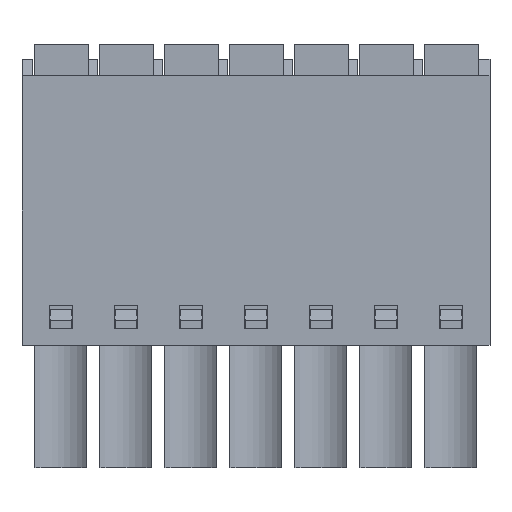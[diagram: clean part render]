
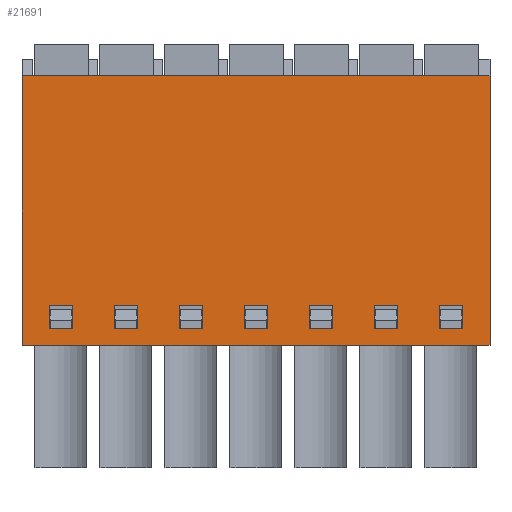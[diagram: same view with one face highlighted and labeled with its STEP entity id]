
A CAD part, front view. The second image highlights one B-rep face of the part: STEP entity #21691.
In plain terms, the highlighted planar face has unit normal (0, -1, 0).
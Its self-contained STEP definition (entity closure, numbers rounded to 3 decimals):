
#2315=ORIENTED_EDGE('',*,*,#7540,.F.);
#2316=ORIENTED_EDGE('',*,*,#8381,.F.);
#2317=ORIENTED_EDGE('',*,*,#8382,.F.);
#2318=ORIENTED_EDGE('',*,*,#8383,.F.);
#2319=ORIENTED_EDGE('',*,*,#7752,.F.);
#2320=ORIENTED_EDGE('',*,*,#8384,.F.);
#2321=ORIENTED_EDGE('',*,*,#8385,.F.);
#2322=ORIENTED_EDGE('',*,*,#8386,.F.);
#2323=ORIENTED_EDGE('',*,*,#7876,.F.);
#2324=ORIENTED_EDGE('',*,*,#8387,.F.);
#2325=ORIENTED_EDGE('',*,*,#8388,.F.);
#2326=ORIENTED_EDGE('',*,*,#8389,.F.);
#2327=ORIENTED_EDGE('',*,*,#8000,.F.);
#2328=ORIENTED_EDGE('',*,*,#8390,.F.);
#2329=ORIENTED_EDGE('',*,*,#8391,.F.);
#2330=ORIENTED_EDGE('',*,*,#8392,.F.);
#2331=ORIENTED_EDGE('',*,*,#8124,.F.);
#2332=ORIENTED_EDGE('',*,*,#8393,.F.);
#2333=ORIENTED_EDGE('',*,*,#8394,.F.);
#2334=ORIENTED_EDGE('',*,*,#8395,.F.);
#2335=ORIENTED_EDGE('',*,*,#8248,.F.);
#2336=ORIENTED_EDGE('',*,*,#8396,.F.);
#2337=ORIENTED_EDGE('',*,*,#8397,.F.);
#2338=ORIENTED_EDGE('',*,*,#8398,.F.);
#2339=ORIENTED_EDGE('',*,*,#8372,.F.);
#2340=ORIENTED_EDGE('',*,*,#8399,.F.);
#2341=ORIENTED_EDGE('',*,*,#8400,.F.);
#2342=ORIENTED_EDGE('',*,*,#8401,.F.);
#2343=ORIENTED_EDGE('',*,*,#8402,.T.);
#2344=ORIENTED_EDGE('',*,*,#7481,.F.);
#2345=ORIENTED_EDGE('',*,*,#8403,.F.);
#2346=ORIENTED_EDGE('',*,*,#7265,.T.);
#7265=EDGE_CURVE('',#10466,#10465,#12617,.T.);
#7481=EDGE_CURVE('',#10658,#10659,#12824,.T.);
#7540=EDGE_CURVE('',#10707,#10708,#12883,.T.);
#7752=EDGE_CURVE('',#10875,#10876,#13075,.T.);
#7876=EDGE_CURVE('',#10960,#10961,#13178,.T.);
#8000=EDGE_CURVE('',#11045,#11046,#13281,.T.);
#8124=EDGE_CURVE('',#11130,#11131,#13384,.T.);
#8248=EDGE_CURVE('',#11215,#11216,#13487,.T.);
#8372=EDGE_CURVE('',#11300,#11301,#13590,.T.);
#8381=EDGE_CURVE('',#11306,#10707,#13597,.T.);
#8382=EDGE_CURVE('',#11307,#11306,#13598,.T.);
#8383=EDGE_CURVE('',#10708,#11307,#13599,.T.);
#8384=EDGE_CURVE('',#11308,#10875,#13600,.T.);
#8385=EDGE_CURVE('',#11309,#11308,#13601,.T.);
#8386=EDGE_CURVE('',#10876,#11309,#13602,.T.);
#8387=EDGE_CURVE('',#11310,#10960,#13603,.T.);
#8388=EDGE_CURVE('',#11311,#11310,#13604,.T.);
#8389=EDGE_CURVE('',#10961,#11311,#13605,.T.);
#8390=EDGE_CURVE('',#11312,#11045,#13606,.T.);
#8391=EDGE_CURVE('',#11313,#11312,#13607,.T.);
#8392=EDGE_CURVE('',#11046,#11313,#13608,.T.);
#8393=EDGE_CURVE('',#11314,#11130,#13609,.T.);
#8394=EDGE_CURVE('',#11315,#11314,#13610,.T.);
#8395=EDGE_CURVE('',#11131,#11315,#13611,.T.);
#8396=EDGE_CURVE('',#11316,#11215,#13612,.T.);
#8397=EDGE_CURVE('',#11317,#11316,#13613,.T.);
#8398=EDGE_CURVE('',#11216,#11317,#13614,.T.);
#8399=EDGE_CURVE('',#11318,#11300,#13615,.T.);
#8400=EDGE_CURVE('',#11319,#11318,#13616,.T.);
#8401=EDGE_CURVE('',#11301,#11319,#13617,.T.);
#8402=EDGE_CURVE('',#10465,#10659,#13618,.T.);
#8403=EDGE_CURVE('',#10466,#10658,#13619,.T.);
#10465=VERTEX_POINT('',#30160);
#10466=VERTEX_POINT('',#30162);
#10658=VERTEX_POINT('',#30583);
#10659=VERTEX_POINT('',#30585);
#10707=VERTEX_POINT('',#30693);
#10708=VERTEX_POINT('',#30695);
#10875=VERTEX_POINT('',#31156);
#10876=VERTEX_POINT('',#31158);
#10960=VERTEX_POINT('',#31447);
#10961=VERTEX_POINT('',#31449);
#11045=VERTEX_POINT('',#31738);
#11046=VERTEX_POINT('',#31740);
#11130=VERTEX_POINT('',#32029);
#11131=VERTEX_POINT('',#32031);
#11215=VERTEX_POINT('',#32320);
#11216=VERTEX_POINT('',#32322);
#11300=VERTEX_POINT('',#32611);
#11301=VERTEX_POINT('',#32613);
#11306=VERTEX_POINT('',#32630);
#11307=VERTEX_POINT('',#32632);
#11308=VERTEX_POINT('',#32635);
#11309=VERTEX_POINT('',#32637);
#11310=VERTEX_POINT('',#32640);
#11311=VERTEX_POINT('',#32642);
#11312=VERTEX_POINT('',#32645);
#11313=VERTEX_POINT('',#32647);
#11314=VERTEX_POINT('',#32650);
#11315=VERTEX_POINT('',#32652);
#11316=VERTEX_POINT('',#32655);
#11317=VERTEX_POINT('',#32657);
#11318=VERTEX_POINT('',#32660);
#11319=VERTEX_POINT('',#32662);
#12617=LINE('',#30161,#15430);
#12824=LINE('',#30584,#15637);
#12883=LINE('',#30694,#15696);
#13075=LINE('',#31157,#15888);
#13178=LINE('',#31448,#15991);
#13281=LINE('',#31739,#16094);
#13384=LINE('',#32030,#16197);
#13487=LINE('',#32321,#16300);
#13590=LINE('',#32612,#16403);
#13597=LINE('',#32629,#16410);
#13598=LINE('',#32631,#16411);
#13599=LINE('',#32633,#16412);
#13600=LINE('',#32634,#16413);
#13601=LINE('',#32636,#16414);
#13602=LINE('',#32638,#16415);
#13603=LINE('',#32639,#16416);
#13604=LINE('',#32641,#16417);
#13605=LINE('',#32643,#16418);
#13606=LINE('',#32644,#16419);
#13607=LINE('',#32646,#16420);
#13608=LINE('',#32648,#16421);
#13609=LINE('',#32649,#16422);
#13610=LINE('',#32651,#16423);
#13611=LINE('',#32653,#16424);
#13612=LINE('',#32654,#16425);
#13613=LINE('',#32656,#16426);
#13614=LINE('',#32658,#16427);
#13615=LINE('',#32659,#16428);
#13616=LINE('',#32661,#16429);
#13617=LINE('',#32663,#16430);
#13618=LINE('',#32664,#16431);
#13619=LINE('',#32665,#16432);
#15430=VECTOR('',#24256,1000.);
#15637=VECTOR('',#24509,1000.);
#15696=VECTOR('',#24572,1000.);
#15888=VECTOR('',#24872,1000.);
#15991=VECTOR('',#25083,1000.);
#16094=VECTOR('',#25294,1000.);
#16197=VECTOR('',#25505,1000.);
#16300=VECTOR('',#25716,1000.);
#16403=VECTOR('',#25927,1000.);
#16410=VECTOR('',#25944,1000.);
#16411=VECTOR('',#25945,1000.);
#16412=VECTOR('',#25946,1000.);
#16413=VECTOR('',#25947,1000.);
#16414=VECTOR('',#25948,1000.);
#16415=VECTOR('',#25949,1000.);
#16416=VECTOR('',#25950,1000.);
#16417=VECTOR('',#25951,1000.);
#16418=VECTOR('',#25952,1000.);
#16419=VECTOR('',#25953,1000.);
#16420=VECTOR('',#25954,1000.);
#16421=VECTOR('',#25955,1000.);
#16422=VECTOR('',#25956,1000.);
#16423=VECTOR('',#25957,1000.);
#16424=VECTOR('',#25958,1000.);
#16425=VECTOR('',#25959,1000.);
#16426=VECTOR('',#25960,1000.);
#16427=VECTOR('',#25961,1000.);
#16428=VECTOR('',#25962,1000.);
#16429=VECTOR('',#25963,1000.);
#16430=VECTOR('',#25964,1000.);
#16431=VECTOR('',#25965,1000.);
#16432=VECTOR('',#25966,1000.);
#18431=EDGE_LOOP('',(#2315,#2316,#2317,#2318));
#18432=EDGE_LOOP('',(#2319,#2320,#2321,#2322));
#18433=EDGE_LOOP('',(#2323,#2324,#2325,#2326));
#18434=EDGE_LOOP('',(#2327,#2328,#2329,#2330));
#18435=EDGE_LOOP('',(#2331,#2332,#2333,#2334));
#18436=EDGE_LOOP('',(#2335,#2336,#2337,#2338));
#18437=EDGE_LOOP('',(#2339,#2340,#2341,#2342));
#18438=EDGE_LOOP('',(#2343,#2344,#2345,#2346));
#19608=FACE_BOUND('',#18431,.T.);
#19609=FACE_BOUND('',#18432,.T.);
#19610=FACE_BOUND('',#18433,.T.);
#19611=FACE_BOUND('',#18434,.T.);
#19612=FACE_BOUND('',#18435,.T.);
#19613=FACE_BOUND('',#18436,.T.);
#19614=FACE_BOUND('',#18437,.T.);
#19615=FACE_BOUND('',#18438,.T.);
#20743=PLANE('',#22968);
#21691=ADVANCED_FACE('',(#19608,#19609,#19610,#19611,#19612,#19613,#19614,
#19615),#20743,.F.);
#22968=AXIS2_PLACEMENT_3D('',#32628,#25942,#25943);
#24256=DIRECTION('',(-1.,0.,0.));
#24509=DIRECTION('',(-1.,0.,0.));
#24572=DIRECTION('',(1.,0.,0.));
#24872=DIRECTION('',(1.,0.,0.));
#25083=DIRECTION('',(1.,0.,0.));
#25294=DIRECTION('',(1.,0.,0.));
#25505=DIRECTION('',(1.,0.,0.));
#25716=DIRECTION('',(1.,0.,0.));
#25927=DIRECTION('',(1.,0.,0.));
#25942=DIRECTION('',(0.,1.,0.));
#25943=DIRECTION('',(0.,0.,1.));
#25944=DIRECTION('',(0.,0.,-1.));
#25945=DIRECTION('',(-1.,0.,0.));
#25946=DIRECTION('',(0.,0.,1.));
#25947=DIRECTION('',(0.,0.,-1.));
#25948=DIRECTION('',(-1.,0.,0.));
#25949=DIRECTION('',(0.,0.,1.));
#25950=DIRECTION('',(0.,0.,-1.));
#25951=DIRECTION('',(-1.,0.,0.));
#25952=DIRECTION('',(0.,0.,1.));
#25953=DIRECTION('',(0.,0.,-1.));
#25954=DIRECTION('',(-1.,0.,0.));
#25955=DIRECTION('',(0.,0.,1.));
#25956=DIRECTION('',(0.,0.,-1.));
#25957=DIRECTION('',(-1.,0.,0.));
#25958=DIRECTION('',(0.,0.,1.));
#25959=DIRECTION('',(0.,0.,-1.));
#25960=DIRECTION('',(-1.,0.,0.));
#25961=DIRECTION('',(0.,0.,1.));
#25962=DIRECTION('',(0.,0.,-1.));
#25963=DIRECTION('',(-1.,0.,0.));
#25964=DIRECTION('',(0.,0.,1.));
#25965=DIRECTION('',(0.,0.,-1.));
#25966=DIRECTION('',(0.,0.,-1.));
#30160=CARTESIAN_POINT('',(-12.6,-3.9,7.25));
#30161=CARTESIAN_POINT('',(12.6,-3.9,7.25));
#30162=CARTESIAN_POINT('',(12.6,-3.9,7.25));
#30583=CARTESIAN_POINT('',(12.6,-3.9,-7.25));
#30584=CARTESIAN_POINT('',(12.6,-3.9,-7.25));
#30585=CARTESIAN_POINT('',(-12.6,-3.9,-7.25));
#30693=CARTESIAN_POINT('',(-11.13,-3.9,-6.35));
#30694=CARTESIAN_POINT('',(-11.13,-3.9,-6.35));
#30695=CARTESIAN_POINT('',(-9.88,-3.9,-6.35));
#31156=CARTESIAN_POINT('',(-7.63,-3.9,-6.35));
#31157=CARTESIAN_POINT('',(-7.63,-3.9,-6.35));
#31158=CARTESIAN_POINT('',(-6.38,-3.9,-6.35));
#31447=CARTESIAN_POINT('',(-4.13,-3.9,-6.35));
#31448=CARTESIAN_POINT('',(-4.13,-3.9,-6.35));
#31449=CARTESIAN_POINT('',(-2.88,-3.9,-6.35));
#31738=CARTESIAN_POINT('',(-0.63,-3.9,-6.35));
#31739=CARTESIAN_POINT('',(-0.63,-3.9,-6.35));
#31740=CARTESIAN_POINT('',(0.62,-3.9,-6.35));
#32029=CARTESIAN_POINT('',(2.87,-3.9,-6.35));
#32030=CARTESIAN_POINT('',(2.87,-3.9,-6.35));
#32031=CARTESIAN_POINT('',(4.12,-3.9,-6.35));
#32320=CARTESIAN_POINT('',(6.37,-3.9,-6.35));
#32321=CARTESIAN_POINT('',(6.37,-3.9,-6.35));
#32322=CARTESIAN_POINT('',(7.62,-3.9,-6.35));
#32611=CARTESIAN_POINT('',(9.87,-3.9,-6.35));
#32612=CARTESIAN_POINT('',(9.87,-3.9,-6.35));
#32613=CARTESIAN_POINT('',(11.12,-3.9,-6.35));
#32628=CARTESIAN_POINT('',(12.6,-3.9,7.25));
#32629=CARTESIAN_POINT('',(-11.13,-3.9,-5.1));
#32630=CARTESIAN_POINT('',(-11.13,-3.9,-5.1));
#32631=CARTESIAN_POINT('',(-9.88,-3.9,-5.1));
#32632=CARTESIAN_POINT('',(-9.88,-3.9,-5.1));
#32633=CARTESIAN_POINT('',(-9.88,-3.9,-6.35));
#32634=CARTESIAN_POINT('',(-7.63,-3.9,-5.1));
#32635=CARTESIAN_POINT('',(-7.63,-3.9,-5.1));
#32636=CARTESIAN_POINT('',(-6.38,-3.9,-5.1));
#32637=CARTESIAN_POINT('',(-6.38,-3.9,-5.1));
#32638=CARTESIAN_POINT('',(-6.38,-3.9,-6.35));
#32639=CARTESIAN_POINT('',(-4.13,-3.9,-5.1));
#32640=CARTESIAN_POINT('',(-4.13,-3.9,-5.1));
#32641=CARTESIAN_POINT('',(-2.88,-3.9,-5.1));
#32642=CARTESIAN_POINT('',(-2.88,-3.9,-5.1));
#32643=CARTESIAN_POINT('',(-2.88,-3.9,-6.35));
#32644=CARTESIAN_POINT('',(-0.63,-3.9,-5.1));
#32645=CARTESIAN_POINT('',(-0.63,-3.9,-5.1));
#32646=CARTESIAN_POINT('',(0.62,-3.9,-5.1));
#32647=CARTESIAN_POINT('',(0.62,-3.9,-5.1));
#32648=CARTESIAN_POINT('',(0.62,-3.9,-6.35));
#32649=CARTESIAN_POINT('',(2.87,-3.9,-5.1));
#32650=CARTESIAN_POINT('',(2.87,-3.9,-5.1));
#32651=CARTESIAN_POINT('',(4.12,-3.9,-5.1));
#32652=CARTESIAN_POINT('',(4.12,-3.9,-5.1));
#32653=CARTESIAN_POINT('',(4.12,-3.9,-6.35));
#32654=CARTESIAN_POINT('',(6.37,-3.9,-5.1));
#32655=CARTESIAN_POINT('',(6.37,-3.9,-5.1));
#32656=CARTESIAN_POINT('',(7.62,-3.9,-5.1));
#32657=CARTESIAN_POINT('',(7.62,-3.9,-5.1));
#32658=CARTESIAN_POINT('',(7.62,-3.9,-6.35));
#32659=CARTESIAN_POINT('',(9.87,-3.9,-5.1));
#32660=CARTESIAN_POINT('',(9.87,-3.9,-5.1));
#32661=CARTESIAN_POINT('',(11.12,-3.9,-5.1));
#32662=CARTESIAN_POINT('',(11.12,-3.9,-5.1));
#32663=CARTESIAN_POINT('',(11.12,-3.9,-6.35));
#32664=CARTESIAN_POINT('',(-12.6,-3.9,7.25));
#32665=CARTESIAN_POINT('',(12.6,-3.9,7.25));
